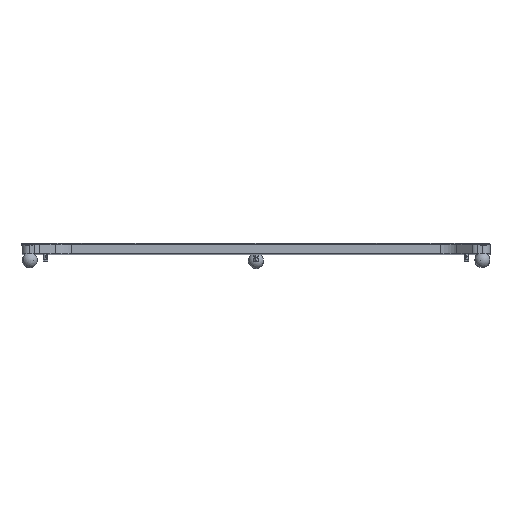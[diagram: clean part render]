
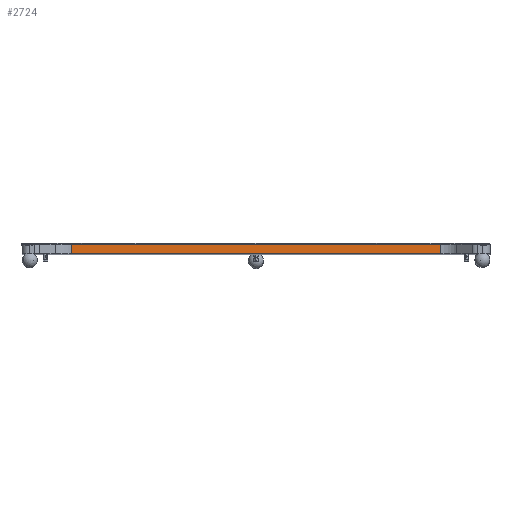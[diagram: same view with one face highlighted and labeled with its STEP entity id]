
A CAD part, top view. The second image highlights one B-rep face of the part: STEP entity #2724.
In plain terms, the highlighted planar face has unit normal (0, 0, 1).
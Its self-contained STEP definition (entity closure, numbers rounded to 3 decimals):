
#60 = ORIENTED_EDGE ( 'NONE', *, *, #937, .T. ) ;
#507 = DIRECTION ( 'NONE',  ( 0., -1., 0. ) ) ;
#658 = ORIENTED_EDGE ( 'NONE', *, *, #3844, .T. ) ;
#937 = EDGE_CURVE ( 'NONE', #10044, #5074, #7611, .T. ) ;
#982 = CARTESIAN_POINT ( 'NONE',  ( -120.287, 6.35, 152.5 ) ) ;
#1239 = ORIENTED_EDGE ( 'NONE', *, *, #5688, .F. ) ;
#1495 = DIRECTION ( 'NONE',  ( 1., 0., 0. ) ) ;
#1563 = VECTOR ( 'NONE', #7066, 1000. ) ;
#1861 = PLANE ( 'NONE',  #5811 ) ;
#2405 = VECTOR ( 'NONE', #1495, 1000. ) ;
#2633 = LINE ( 'NONE', #8121, #7947 ) ;
#2724 = ADVANCED_FACE ( 'NONE', ( #5137 ), #1861, .F. ) ;
#3039 = CARTESIAN_POINT ( 'NONE',  ( 120.287, 6.35, 152.5 ) ) ;
#3406 = VERTEX_POINT ( 'NONE', #3039 ) ;
#3844 = EDGE_CURVE ( 'NONE', #7942, #3406, #7010, .T. ) ;
#4181 = EDGE_CURVE ( 'NONE', #5074, #7942, #7053, .T. ) ;
#4347 = DIRECTION ( 'NONE',  ( 1., 0., 0. ) ) ;
#5074 = VERTEX_POINT ( 'NONE', #6155 ) ;
#5137 = FACE_OUTER_BOUND ( 'NONE', #8050, .T. ) ;
#5688 = EDGE_CURVE ( 'NONE', #10044, #3406, #2633, .T. ) ;
#5811 = AXIS2_PLACEMENT_3D ( 'NONE', #10167, #6786, #7464 ) ;
#6155 = CARTESIAN_POINT ( 'NONE',  ( -120.287, 0., 152.5 ) ) ;
#6209 = CARTESIAN_POINT ( 'NONE',  ( -142.5, 0., 152.5 ) ) ;
#6786 = DIRECTION ( 'NONE',  ( 0., 0., -1. ) ) ;
#7010 = LINE ( 'NONE', #10188, #1563 ) ;
#7053 = LINE ( 'NONE', #6209, #2405 ) ;
#7066 = DIRECTION ( 'NONE',  ( 0., 1., 0. ) ) ;
#7464 = DIRECTION ( 'NONE',  ( -1., 0., 0. ) ) ;
#7611 = LINE ( 'NONE', #8441, #7984 ) ;
#7942 = VERTEX_POINT ( 'NONE', #8624 ) ;
#7947 = VECTOR ( 'NONE', #4347, 1000. ) ;
#7951 = ORIENTED_EDGE ( 'NONE', *, *, #4181, .T. ) ;
#7984 = VECTOR ( 'NONE', #507, 1000. ) ;
#8050 = EDGE_LOOP ( 'NONE', ( #7951, #658, #1239, #60 ) ) ;
#8121 = CARTESIAN_POINT ( 'NONE',  ( -142.5, 6.35, 152.5 ) ) ;
#8441 = CARTESIAN_POINT ( 'NONE',  ( -120.287, 0., 152.5 ) ) ;
#8624 = CARTESIAN_POINT ( 'NONE',  ( 120.287, 0., 152.5 ) ) ;
#10044 = VERTEX_POINT ( 'NONE', #982 ) ;
#10167 = CARTESIAN_POINT ( 'NONE',  ( -142.5, 6.35, 152.5 ) ) ;
#10188 = CARTESIAN_POINT ( 'NONE',  ( 120.287, 6.35, 152.5 ) ) ;
